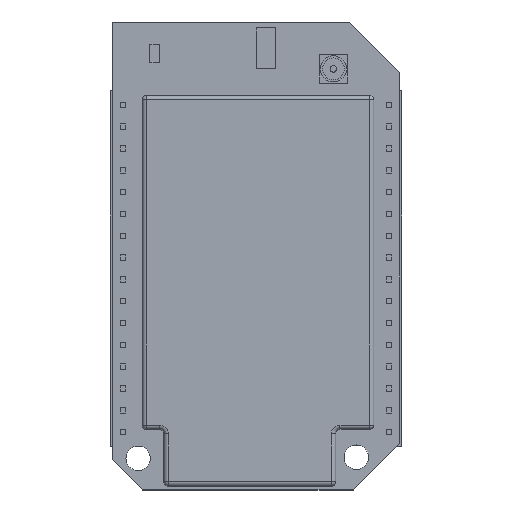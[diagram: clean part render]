
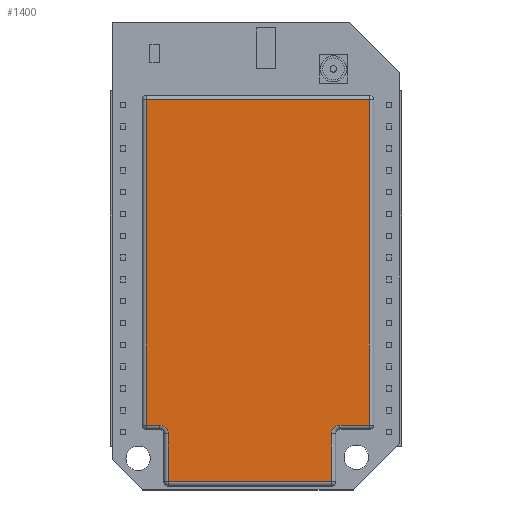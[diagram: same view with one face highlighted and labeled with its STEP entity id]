
A CAD part, top view. The second image highlights one B-rep face of the part: STEP entity #1400.
In plain terms, the highlighted planar face has unit normal (0, 0, 1).
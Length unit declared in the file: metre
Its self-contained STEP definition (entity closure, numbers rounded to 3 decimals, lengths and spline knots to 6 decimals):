
#1400 = ADVANCED_FACE( '', ( #3561 ), #3562, .T. );
#3561 = FACE_OUTER_BOUND( '', #6576, .T. );
#3562 = PLANE( '', #6577 );
#6576 = EDGE_LOOP( '', ( #10970, #10971, #10972, #10973, #10974, #10975, #10976, #10977, #10978, #10979 ) );
#6577 = AXIS2_PLACEMENT_3D( '', #10980, #10981, #10982 );
#10970 = ORIENTED_EDGE( '', *, *, #19643, .T. );
#10971 = ORIENTED_EDGE( '', *, *, #18799, .T. );
#10972 = ORIENTED_EDGE( '', *, *, #19644, .T. );
#10973 = ORIENTED_EDGE( '', *, *, #19645, .F. );
#10974 = ORIENTED_EDGE( '', *, *, #19646, .T. );
#10975 = ORIENTED_EDGE( '', *, *, #19647, .T. );
#10976 = ORIENTED_EDGE( '', *, *, #19648, .T. );
#10977 = ORIENTED_EDGE( '', *, *, #19649, .T. );
#10978 = ORIENTED_EDGE( '', *, *, #19162, .T. );
#10979 = ORIENTED_EDGE( '', *, *, #19650, .F. );
#10980 = CARTESIAN_POINT( '', ( 0., -0.02145, 0.0102 ) );
#10981 = DIRECTION( '', ( 0., 0., 1. ) );
#10982 = DIRECTION( '', ( 1., 0., 0. ) );
#18799 = EDGE_CURVE( '', #22982, #22987, #22989, .F. );
#19162 = EDGE_CURVE( '', #23637, #23635, #23638, .F. );
#19643 = EDGE_CURVE( '', #24439, #22982, #24440, .F. );
#19644 = EDGE_CURVE( '', #22987, #24441, #24442, .F. );
#19645 = EDGE_CURVE( '', #24443, #24441, #24444, .T. );
#19646 = EDGE_CURVE( '', #24443, #24445, #24446, .F. );
#19647 = EDGE_CURVE( '', #24445, #24155, #24447, .F. );
#19648 = EDGE_CURVE( '', #24155, #22318, #24448, .F. );
#19649 = EDGE_CURVE( '', #22318, #23637, #24449, .F. );
#19650 = EDGE_CURVE( '', #24439, #23635, #24450, .T. );
#22318 = VERTEX_POINT( '', #28098 );
#22982 = VERTEX_POINT( '', #29079 );
#22987 = VERTEX_POINT( '', #29085 );
#22989 = LINE( '', #29087, #29088 );
#23635 = VERTEX_POINT( '', #30047 );
#23637 = VERTEX_POINT( '', #30049 );
#23638 = LINE( '', #30050, #30051 );
#24155 = VERTEX_POINT( '', #30811 );
#24439 = VERTEX_POINT( '', #31244 );
#24440 = LINE( '', #31245, #31246 );
#24441 = VERTEX_POINT( '', #31247 );
#24442 = LINE( '', #31248, #31249 );
#24443 = VERTEX_POINT( '', #31250 );
#24444 = CIRCLE( '', #31251, 0.0008 );
#24445 = VERTEX_POINT( '', #31252 );
#24446 = LINE( '', #31253, #31254 );
#24447 = LINE( '', #31255, #31256 );
#24448 = LINE( '', #31257, #31258 );
#24449 = LINE( '', #31259, #31260 );
#24450 = CIRCLE( '', #31261, 0.0008 );
#28098 = CARTESIAN_POINT( '', ( -0.01005, -0.00715, 0.0102 ) );
#29079 = CARTESIAN_POINT( '', ( -0.00805, -0.04215, 0.0102 ) );
#29085 = CARTESIAN_POINT( '', ( 0.0069, -0.04215, 0.0102 ) );
#29087 = CARTESIAN_POINT( '', ( 0., -0.04215, 0.0102 ) );
#29088 = VECTOR( '', #36686, 1. );
#30047 = CARTESIAN_POINT( '', ( -0.00885, -0.03695, 0.0102 ) );
#30049 = CARTESIAN_POINT( '', ( -0.01005, -0.03695, 0.0102 ) );
#30050 = CARTESIAN_POINT( '', ( 0., -0.03695, 0.0102 ) );
#30051 = VECTOR( '', #37003, 1. );
#30811 = CARTESIAN_POINT( '', ( 0.0104, -0.00715, 0.0102 ) );
#31244 = CARTESIAN_POINT( '', ( -0.00805, -0.03775, 0.0102 ) );
#31245 = CARTESIAN_POINT( '', ( -0.00805, -0.02145, 0.0102 ) );
#31246 = VECTOR( '', #37420, 1. );
#31247 = CARTESIAN_POINT( '', ( 0.0069, -0.03775, 0.0102 ) );
#31248 = CARTESIAN_POINT( '', ( 0.0069, -0.02145, 0.0102 ) );
#31249 = VECTOR( '', #37421, 1. );
#31250 = CARTESIAN_POINT( '', ( 0.0077, -0.03695, 0.0102 ) );
#31251 = AXIS2_PLACEMENT_3D( '', #37422, #37423, #37424 );
#31252 = CARTESIAN_POINT( '', ( 0.0104, -0.03695, 0.0102 ) );
#31253 = CARTESIAN_POINT( '', ( 0., -0.03695, 0.0102 ) );
#31254 = VECTOR( '', #37425, 1. );
#31255 = CARTESIAN_POINT( '', ( 0.0104, -0.02145, 0.0102 ) );
#31256 = VECTOR( '', #37426, 1. );
#31257 = CARTESIAN_POINT( '', ( 0., -0.00715, 0.0102 ) );
#31258 = VECTOR( '', #37427, 1. );
#31259 = CARTESIAN_POINT( '', ( -0.01005, -0.02145, 0.0102 ) );
#31260 = VECTOR( '', #37428, 1. );
#31261 = AXIS2_PLACEMENT_3D( '', #37429, #37430, #37431 );
#36686 = DIRECTION( '', ( -1., 0., 0. ) );
#37003 = DIRECTION( '', ( -1., 0., 0. ) );
#37420 = DIRECTION( '', ( 0., 1., 0. ) );
#37421 = DIRECTION( '', ( 0., -1., 0. ) );
#37422 = CARTESIAN_POINT( '', ( 0.0077, -0.03775, 0.0102 ) );
#37423 = DIRECTION( '', ( 0., 0., 1. ) );
#37424 = DIRECTION( '', ( 1., 0., 0. ) );
#37425 = DIRECTION( '', ( -1., 0., 0. ) );
#37426 = DIRECTION( '', ( 0., -1., 0. ) );
#37427 = DIRECTION( '', ( 1., 0., 0. ) );
#37428 = DIRECTION( '', ( 0., 1., 0. ) );
#37429 = CARTESIAN_POINT( '', ( -0.00885, -0.03775, 0.0102 ) );
#37430 = DIRECTION( '', ( 0., 0., 1. ) );
#37431 = DIRECTION( '', ( 1., 0., 0. ) );
